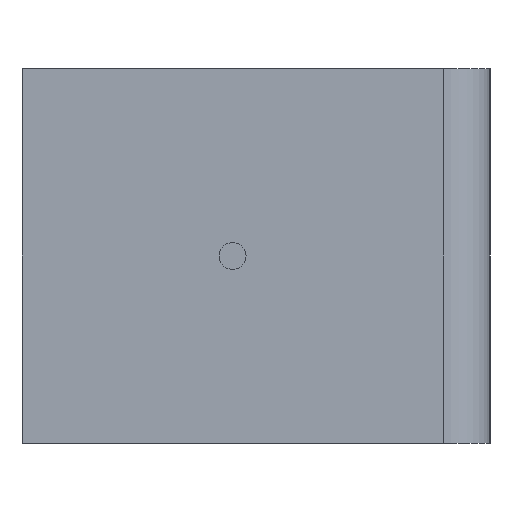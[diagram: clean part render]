
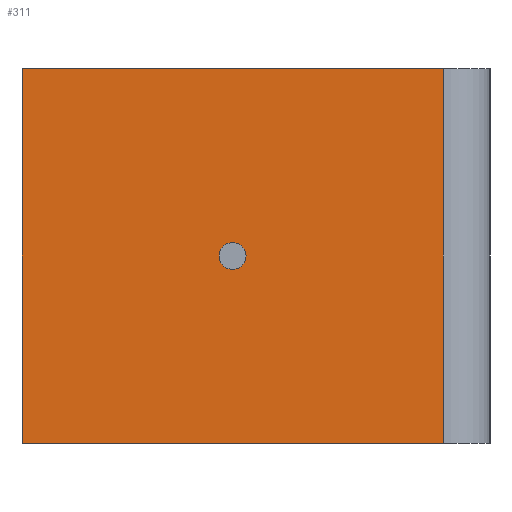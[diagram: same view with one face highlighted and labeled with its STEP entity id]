
A CAD part, left-side view. The second image highlights one B-rep face of the part: STEP entity #311.
In plain terms, the highlighted planar face has unit normal (-1, 0, 0).
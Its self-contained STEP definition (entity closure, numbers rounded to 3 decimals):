
#36 = DIRECTION ( 'NONE',  ( 0., -1., 0. ) ) ;
#42 = CARTESIAN_POINT ( 'NONE',  ( -23.81, -7.14, -6.35 ) ) ;
#51 = CARTESIAN_POINT ( 'NONE',  ( -23.81, 7.14, 6.35 ) ) ;
#52 = CARTESIAN_POINT ( 'NONE',  ( -23.81, 0., 0. ) ) ;
#53 = DIRECTION ( 'NONE',  ( 1., 0., 0. ) ) ;
#54 = DIRECTION ( 'NONE',  ( 0., 0., -1. ) ) ;
#55 = DIRECTION ( 'NONE',  ( 0., 0., -1. ) ) ;
#61 = EDGE_CURVE ( 'NONE', #485, #478, #343, .T. ) ;
#62 = EDGE_CURVE ( 'NONE', #478, #360, #357, .T. ) ;
#75 = EDGE_CURVE ( 'NONE', #471, #360, #435, .T. ) ;
#78 = EDGE_CURVE ( 'NONE', #484, #480, #430, .T. ) ;
#79 = EDGE_CURVE ( 'NONE', #485, #471, #426, .T. ) ;
#109 = CARTESIAN_POINT ( 'NONE',  ( -23.81, 0., 0. ) ) ;
#110 = DIRECTION ( 'NONE',  ( 1., 0., 0. ) ) ;
#111 = DIRECTION ( 'NONE',  ( 0., 0., -1. ) ) ;
#129 = DIRECTION ( 'NONE',  ( 0., -1., 0. ) ) ;
#148 = CARTESIAN_POINT ( 'NONE',  ( -23.81, -7.14, -6.35 ) ) ;
#155 = CARTESIAN_POINT ( 'NONE',  ( -23.81, 7.14, -6.35 ) ) ;
#158 = CARTESIAN_POINT ( 'NONE',  ( -23.81, 7.14, 6.35 ) ) ;
#160 = CARTESIAN_POINT ( 'NONE',  ( -23.81, -7.14, 6.35 ) ) ;
#162 = CARTESIAN_POINT ( 'NONE',  ( -23.81, 0., -0.457 ) ) ;
#164 = CARTESIAN_POINT ( 'NONE',  ( -23.81, 0., 0.457 ) ) ;
#184 = CARTESIAN_POINT ( 'NONE',  ( -23.81, -7.14, 6.35 ) ) ;
#185 = PLANE ( 'NONE',  #446 ) ;
#202 = CARTESIAN_POINT ( 'NONE',  ( -23.81, -7.14, 6.35 ) ) ;
#203 = DIRECTION ( 'NONE',  ( 1., 0., 0. ) ) ;
#204 = DIRECTION ( 'NONE',  ( 0., 1., 0. ) ) ;
#225 = EDGE_LOOP ( 'NONE', ( #383, #382, #381, #380 ) ) ;
#226 = EDGE_LOOP ( 'NONE', ( #385, #384 ) ) ;
#246 = AXIS2_PLACEMENT_3D ( 'NONE', #52, #53, #54 ) ;
#257 = FACE_BOUND ( 'NONE', #226, .T. ) ;
#268 = FACE_OUTER_BOUND ( 'NONE', #225, .T. ) ;
#288 = CIRCLE ( 'NONE', #452, 0.457 ) ;
#311 = ADVANCED_FACE ( 'NONE', ( #257, #268 ), #185, .F. ) ;
#313 = CARTESIAN_POINT ( 'NONE',  ( -23.81, -7.14, 6.35 ) ) ;
#332 = EDGE_CURVE ( 'NONE', #480, #484, #288, .T. ) ;
#343 = LINE ( 'NONE', #202, #363 ) ;
#357 = LINE ( 'NONE', #313, #361 ) ;
#360 = VERTEX_POINT ( 'NONE', #148 ) ;
#361 = VECTOR ( 'NONE', #455, 1000. ) ;
#363 = VECTOR ( 'NONE', #36, 1000. ) ;
#380 = ORIENTED_EDGE ( 'NONE', *, *, #79, .T. ) ;
#381 = ORIENTED_EDGE ( 'NONE', *, *, #61, .F. ) ;
#382 = ORIENTED_EDGE ( 'NONE', *, *, #62, .F. ) ;
#383 = ORIENTED_EDGE ( 'NONE', *, *, #75, .T. ) ;
#384 = ORIENTED_EDGE ( 'NONE', *, *, #78, .T. ) ;
#385 = ORIENTED_EDGE ( 'NONE', *, *, #332, .T. ) ;
#423 = VECTOR ( 'NONE', #55, 1000. ) ;
#426 = LINE ( 'NONE', #51, #423 ) ;
#429 = VECTOR ( 'NONE', #129, 1000. ) ;
#430 = CIRCLE ( 'NONE', #246, 0.457 ) ;
#435 = LINE ( 'NONE', #42, #429 ) ;
#446 = AXIS2_PLACEMENT_3D ( 'NONE', #184, #203, #204 ) ;
#452 = AXIS2_PLACEMENT_3D ( 'NONE', #109, #110, #111 ) ;
#455 = DIRECTION ( 'NONE',  ( 0., 0., -1. ) ) ;
#471 = VERTEX_POINT ( 'NONE', #155 ) ;
#478 = VERTEX_POINT ( 'NONE', #160 ) ;
#480 = VERTEX_POINT ( 'NONE', #162 ) ;
#484 = VERTEX_POINT ( 'NONE', #164 ) ;
#485 = VERTEX_POINT ( 'NONE', #158 ) ;
